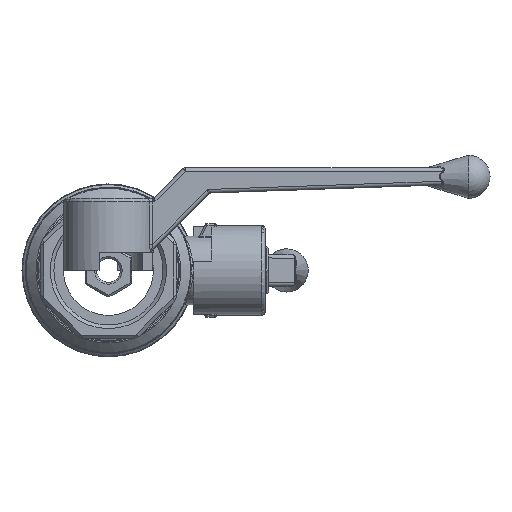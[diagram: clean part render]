
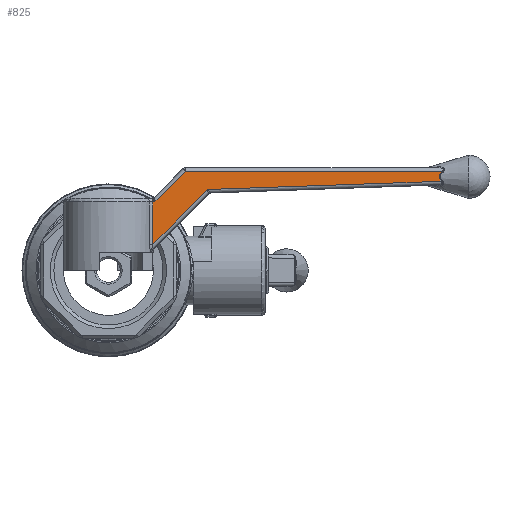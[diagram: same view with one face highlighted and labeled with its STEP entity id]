
A CAD part, front view. The second image highlights one B-rep face of the part: STEP entity #825.
In plain terms, the highlighted planar face has unit normal (0.011, -1, 0).
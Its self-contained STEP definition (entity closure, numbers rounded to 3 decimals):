
#825 = ADVANCED_FACE( '', ( #1727 ), #1728, .T. );
#1727 = FACE_OUTER_BOUND( '', #4212, .T. );
#1728 = PLANE( '', #4213 );
#4212 = EDGE_LOOP( '', ( #6726, #6727, #6728, #6729, #6730, #6731, #6732 ) );
#4213 = AXIS2_PLACEMENT_3D( '', #6733, #6734, #6735 );
#6726 = ORIENTED_EDGE( '', *, *, #7804, .T. );
#6727 = ORIENTED_EDGE( '', *, *, #7567, .T. );
#6728 = ORIENTED_EDGE( '', *, *, #7335, .T. );
#6729 = ORIENTED_EDGE( '', *, *, #7960, .T. );
#6730 = ORIENTED_EDGE( '', *, *, #7287, .T. );
#6731 = ORIENTED_EDGE( '', *, *, #8031, .T. );
#6732 = ORIENTED_EDGE( '', *, *, #7923, .T. );
#6733 = CARTESIAN_POINT( '', ( 10., -4.5, -107.376 ) );
#6734 = DIRECTION( '', ( 0.011, -1., 0. ) );
#6735 = DIRECTION( '', ( 1., 0.011, 0. ) );
#7287 = EDGE_CURVE( '', #8301, #8330, #8331, .F. );
#7335 = EDGE_CURVE( '', #8414, #8412, #8415, .F. );
#7567 = EDGE_CURVE( '', #8775, #8414, #8778, .T. );
#7804 = EDGE_CURVE( '', #9104, #8775, #9105, .F. );
#7923 = EDGE_CURVE( '', #9249, #9104, #9250, .F. );
#7960 = EDGE_CURVE( '', #8412, #8301, #9293, .F. );
#8031 = EDGE_CURVE( '', #8330, #9249, #9369, .F. );
#8301 = VERTEX_POINT( '', #9812 );
#8330 = VERTEX_POINT( '', #9851 );
#8331 = LINE( '', #9852, #9853 );
#8412 = VERTEX_POINT( '', #10108 );
#8414 = VERTEX_POINT( '', #10110 );
#8415 = LINE( '', #10111, #10112 );
#8775 = VERTEX_POINT( '', #11571 );
#8778 = B_SPLINE_CURVE_WITH_KNOTS( '', 3, ( #11574, #11575, #11576, #11577, #11578, #11579, #11580, #11581, #11582, #11583, #11584, #11585, #11586, #11587, #11588, #11589, #11590, #11591, #11592, #11593, #11594, #11595, #11596, #11597, #11598, #11599, #11600, #11601, #11602, #11603, #11604, #11605, #11606, #11607, #11608, #11609, #11610, #11611, #11612, #11613, #11614, #11615, #11616, #11617, #11618, #11619, #11620, #11621 ), .UNSPECIFIED., .F., .F., ( 4, 2, 2, 2, 2, 2, 2, 2, 2, 2, 2, 1, 1, 1, 1, 1, 2, 2, 2, 2, 2, 1, 2, 2, 2, 2, 4 ), ( 0., 0., 0., 0.001, 0.001, 0.001, 0.001, 0.001, 0.001, 0.001, 0.001, 0.001, 0.001, 0.002, 0.002, 0.002, 0.002, 0.002, 0.002, 0.002, 0.002, 0.002, 0.003, 0.003, 0.003, 0.003, 0.003 ), .UNSPECIFIED. );
#9104 = VERTEX_POINT( '', #12654 );
#9105 = LINE( '', #12655, #12656 );
#9249 = VERTEX_POINT( '', #13331 );
#9250 = LINE( '', #13332, #13333 );
#9293 = LINE( '', #13496, #13497 );
#9369 = LINE( '', #13631, #13632 );
#9812 = CARTESIAN_POINT( '', ( 12.925, -4.467, 19. ) );
#9851 = CARTESIAN_POINT( '', ( 12.329, -4.474, 19. ) );
#9852 = CARTESIAN_POINT( '', ( 10.586, -4.493, 19. ) );
#9853 = VECTOR( '', #14116, 1000. );
#10108 = CARTESIAN_POINT( '', ( 21.425, -4.373, 27.5 ) );
#10110 = CARTESIAN_POINT( '', ( 92.581, -3.582, 27.5 ) );
#10111 = CARTESIAN_POINT( '', ( 21., -4.378, 27.5 ) );
#10112 = VECTOR( '', #14188, 1000. );
#11571 = CARTESIAN_POINT( '', ( 92.364, -3.585, 24.734 ) );
#11574 = CARTESIAN_POINT( '', ( 92.364, -3.585, 24.734 ) );
#11575 = CARTESIAN_POINT( '', ( 92.321, -3.585, 24.783 ) );
#11576 = CARTESIAN_POINT( '', ( 92.28, -3.586, 24.834 ) );
#11577 = CARTESIAN_POINT( '', ( 92.2, -3.587, 24.939 ) );
#11578 = CARTESIAN_POINT( '', ( 92.163, -3.587, 24.992 ) );
#11579 = CARTESIAN_POINT( '', ( 92.091, -3.588, 25.102 ) );
#11580 = CARTESIAN_POINT( '', ( 92.057, -3.588, 25.158 ) );
#11581 = CARTESIAN_POINT( '', ( 92.018, -3.589, 25.23 ) );
#11582 = CARTESIAN_POINT( '', ( 92.01, -3.589, 25.245 ) );
#11583 = CARTESIAN_POINT( '', ( 91.995, -3.589, 25.274 ) );
#11584 = CARTESIAN_POINT( '', ( 91.988, -3.589, 25.289 ) );
#11585 = CARTESIAN_POINT( '', ( 91.967, -3.589, 25.333 ) );
#11586 = CARTESIAN_POINT( '', ( 91.953, -3.589, 25.363 ) );
#11587 = CARTESIAN_POINT( '', ( 91.915, -3.59, 25.453 ) );
#11588 = CARTESIAN_POINT( '', ( 91.893, -3.59, 25.514 ) );
#11589 = CARTESIAN_POINT( '', ( 91.856, -3.59, 25.638 ) );
#11590 = CARTESIAN_POINT( '', ( 91.842, -3.591, 25.702 ) );
#11591 = CARTESIAN_POINT( '', ( 91.826, -3.591, 25.798 ) );
#11592 = CARTESIAN_POINT( '', ( 91.821, -3.591, 25.831 ) );
#11593 = CARTESIAN_POINT( '', ( 91.818, -3.591, 25.872 ) );
#11594 = CARTESIAN_POINT( '', ( 91.817, -3.591, 25.88 ) );
#11595 = CARTESIAN_POINT( '', ( 91.816, -3.591, 25.897 ) );
#11596 = CARTESIAN_POINT( '', ( 91.814, -3.591, 25.922 ) );
#11597 = CARTESIAN_POINT( '', ( 91.81, -3.591, 26.012 ) );
#11598 = CARTESIAN_POINT( '', ( 91.816, -3.591, 26.158 ) );
#11599 = CARTESIAN_POINT( '', ( 91.842, -3.591, 26.303 ) );
#11600 = CARTESIAN_POINT( '', ( 91.865, -3.59, 26.39 ) );
#11601 = CARTESIAN_POINT( '', ( 91.872, -3.59, 26.414 ) );
#11602 = CARTESIAN_POINT( '', ( 91.876, -3.59, 26.43 ) );
#11603 = CARTESIAN_POINT( '', ( 91.879, -3.59, 26.438 ) );
#11604 = CARTESIAN_POINT( '', ( 91.891, -3.59, 26.477 ) );
#11605 = CARTESIAN_POINT( '', ( 91.902, -3.59, 26.508 ) );
#11606 = CARTESIAN_POINT( '', ( 91.936, -3.59, 26.6 ) );
#11607 = CARTESIAN_POINT( '', ( 91.962, -3.589, 26.66 ) );
#11608 = CARTESIAN_POINT( '', ( 92.02, -3.589, 26.777 ) );
#11609 = CARTESIAN_POINT( '', ( 92.052, -3.588, 26.834 ) );
#11610 = CARTESIAN_POINT( '', ( 92.103, -3.588, 26.917 ) );
#11611 = CARTESIAN_POINT( '', ( 92.13, -3.587, 26.959 ) );
#11612 = CARTESIAN_POINT( '', ( 92.158, -3.587, 26.999 ) );
#11613 = CARTESIAN_POINT( '', ( 92.176, -3.587, 27.026 ) );
#11614 = CARTESIAN_POINT( '', ( 92.186, -3.587, 27.04 ) );
#11615 = CARTESIAN_POINT( '', ( 92.234, -3.586, 27.107 ) );
#11616 = CARTESIAN_POINT( '', ( 92.274, -3.586, 27.158 ) );
#11617 = CARTESIAN_POINT( '', ( 92.357, -3.585, 27.26 ) );
#11618 = CARTESIAN_POINT( '', ( 92.4, -3.584, 27.309 ) );
#11619 = CARTESIAN_POINT( '', ( 92.489, -3.583, 27.406 ) );
#11620 = CARTESIAN_POINT( '', ( 92.534, -3.583, 27.454 ) );
#11621 = CARTESIAN_POINT( '', ( 92.581, -3.582, 27.5 ) );
#12654 = CARTESIAN_POINT( '', ( 27.568, -4.305, 22.471 ) );
#12655 = CARTESIAN_POINT( '', ( 93.952, -3.567, 24.789 ) );
#12656 = VECTOR( '', #14744, 1000. );
#13331 = CARTESIAN_POINT( '', ( 12.329, -4.474, 7.232 ) );
#13332 = CARTESIAN_POINT( '', ( 27.284, -4.308, 22.187 ) );
#13333 = VECTOR( '', #14850, 1000. );
#13496 = CARTESIAN_POINT( '', ( 13.213, -4.464, 19.287 ) );
#13497 = VECTOR( '', #14883, 1000. );
#13631 = CARTESIAN_POINT( '', ( 12.329, -4.474, 6.572 ) );
#13632 = VECTOR( '', #14937, 1000. );
#14116 = DIRECTION( '', ( 1., 0.011, 0. ) );
#14188 = DIRECTION( '', ( 1., 0.011, 0. ) );
#14744 = DIRECTION( '', ( -0.999, -0.011, -0.035 ) );
#14850 = DIRECTION( '', ( -0.707, -0.008, -0.707 ) );
#14883 = DIRECTION( '', ( 0.707, 0.008, 0.707 ) );
#14937 = DIRECTION( '', ( 0., 0., 1. ) );
